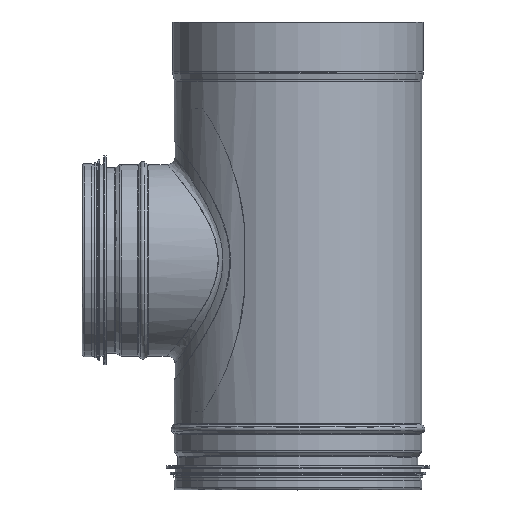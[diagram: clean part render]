
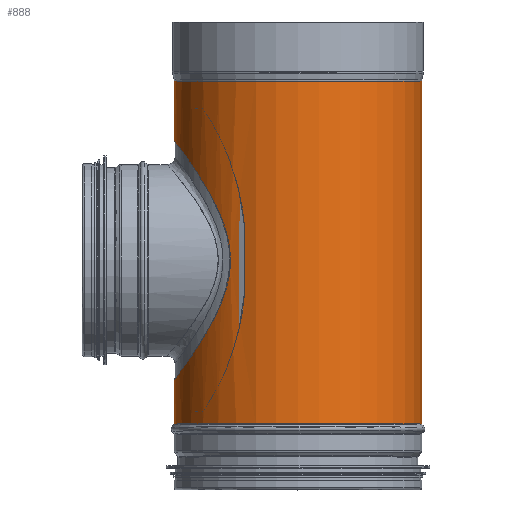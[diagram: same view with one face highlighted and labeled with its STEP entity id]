
A CAD part, top view. The second image highlights one B-rep face of the part: STEP entity #888.
In plain terms, the highlighted cylindrical face has radius 79.5 mm (diameter 159 mm), a full revolution.
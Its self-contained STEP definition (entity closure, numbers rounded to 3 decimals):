
#192=CARTESIAN_POINT('',(-43.78,147.0,66.359));
#193=VERTEX_POINT('',#192);
#194=CARTESIAN_POINT('',(-43.78,147.0,66.359));
#195=CARTESIAN_POINT('',(-43.78,142.225,66.359));
#196=CARTESIAN_POINT('',(-44.34,137.388,65.999));
#197=CARTESIAN_POINT('',(-46.441,127.885,64.538));
#198=CARTESIAN_POINT('',(-47.975,123.217,63.436));
#199=CARTESIAN_POINT('',(-51.599,114.274,60.524));
#200=CARTESIAN_POINT('',(-53.687,109.991,58.712));
#201=CARTESIAN_POINT('',(-57.993,101.982,54.463));
#202=CARTESIAN_POINT('',(-60.209,98.256,52.025));
#203=CARTESIAN_POINT('',(-64.468,91.447,46.649));
#204=CARTESIAN_POINT('',(-66.678,88.113,43.489));
#205=CARTESIAN_POINT('',(-70.815,82.079,36.366));
#206=CARTESIAN_POINT('',(-72.74,79.378,32.403));
#207=CARTESIAN_POINT('',(-75.969,74.922,23.871));
#208=CARTESIAN_POINT('',(-77.275,73.163,19.29));
#209=CARTESIAN_POINT('',(-79.041,70.797,9.8));
#210=CARTESIAN_POINT('',(-79.5,70.19,4.89));
#211=CARTESIAN_POINT('',(-79.5,70.19,-4.89));
#212=CARTESIAN_POINT('',(-79.041,70.797,-9.8));
#213=CARTESIAN_POINT('',(-77.275,73.163,-19.29));
#214=CARTESIAN_POINT('',(-75.969,74.922,-23.871));
#215=CARTESIAN_POINT('',(-72.74,79.378,-32.403));
#216=CARTESIAN_POINT('',(-70.815,82.079,-36.366));
#217=CARTESIAN_POINT('',(-66.678,88.113,-43.489));
#218=CARTESIAN_POINT('',(-64.468,91.447,-46.649));
#219=CARTESIAN_POINT('',(-60.209,98.256,-52.025));
#220=CARTESIAN_POINT('',(-57.993,101.982,-54.463));
#221=CARTESIAN_POINT('',(-53.687,109.991,-58.712));
#222=CARTESIAN_POINT('',(-51.599,114.274,-60.524));
#223=CARTESIAN_POINT('',(-47.975,123.217,-63.436));
#224=CARTESIAN_POINT('',(-46.441,127.885,-64.538));
#225=CARTESIAN_POINT('',(-44.34,137.388,-65.999));
#226=CARTESIAN_POINT('',(-43.78,142.225,-66.359));
#227=CARTESIAN_POINT('',(-43.78,151.775,-66.359));
#228=CARTESIAN_POINT('',(-44.34,156.612,-65.999));
#229=CARTESIAN_POINT('',(-46.441,166.115,-64.538));
#230=CARTESIAN_POINT('',(-47.975,170.783,-63.436));
#231=CARTESIAN_POINT('',(-51.599,179.726,-60.524));
#232=CARTESIAN_POINT('',(-53.687,184.009,-58.712));
#233=CARTESIAN_POINT('',(-57.993,192.018,-54.463));
#234=CARTESIAN_POINT('',(-60.209,195.744,-52.025));
#235=CARTESIAN_POINT('',(-64.468,202.553,-46.649));
#236=CARTESIAN_POINT('',(-66.678,205.887,-43.489));
#237=CARTESIAN_POINT('',(-70.815,211.921,-36.366));
#238=CARTESIAN_POINT('',(-72.74,214.622,-32.403));
#239=CARTESIAN_POINT('',(-75.969,219.078,-23.871));
#240=CARTESIAN_POINT('',(-77.275,220.837,-19.29));
#241=CARTESIAN_POINT('',(-79.041,223.203,-9.8));
#242=CARTESIAN_POINT('',(-79.5,223.81,-4.89));
#243=CARTESIAN_POINT('',(-79.5,223.81,4.89));
#244=CARTESIAN_POINT('',(-79.041,223.203,9.8));
#245=CARTESIAN_POINT('',(-77.275,220.837,19.29));
#246=CARTESIAN_POINT('',(-75.969,219.078,23.871));
#247=CARTESIAN_POINT('',(-72.74,214.622,32.403));
#248=CARTESIAN_POINT('',(-70.815,211.921,36.366));
#249=CARTESIAN_POINT('',(-66.678,205.887,43.489));
#250=CARTESIAN_POINT('',(-64.468,202.553,46.649));
#251=CARTESIAN_POINT('',(-60.209,195.744,52.025));
#252=CARTESIAN_POINT('',(-57.993,192.018,54.463));
#253=CARTESIAN_POINT('',(-53.687,184.009,58.712));
#254=CARTESIAN_POINT('',(-51.599,179.726,60.524));
#255=CARTESIAN_POINT('',(-47.975,170.783,63.436));
#256=CARTESIAN_POINT('',(-46.441,166.115,64.538));
#257=CARTESIAN_POINT('',(-44.34,156.612,65.999));
#258=CARTESIAN_POINT('',(-43.78,151.775,66.359));
#259=CARTESIAN_POINT('',(-43.78,147.0,66.359));
#260=B_SPLINE_CURVE_WITH_KNOTS('',3,(#194,#195,#196,#197,#198,#199,#200,#201,#202,#203,#204,#205,#206,#207,#208,#209,#210,#211,#212,#213,#214,#215,#216,#217,#218,#219,#220,#221,#222,#223,#224,#225,#226,#227,#228,#229,#230,#231,#232,#233,#234,#235,#236,#237,#238,#239,#240,#241,#242,#243,#244,#245,#246,#247,#248,#249,#250,#251,#252,#253,#254,#255,#256,#257,#258,#259),.UNSPECIFIED.,.T.,.U.,(4,2,2,2,2,2,2,2,2,2,2,2,2,2,2,2,2,2,2,2,2,2,2,2,2,2,2,2,2,2,2,2,4),(0.0,1.432,2.865,4.297,5.729,7.196,8.663,10.131,11.598,13.065,14.532,15.999,17.466,18.898,20.33,21.763,23.195,24.627,26.06,27.492,28.925,30.392,31.859,33.326,34.793,36.26,37.727,39.194,40.661,42.093,43.526,44.958,46.39),.UNSPECIFIED.);
#261=EDGE_CURVE('',#193,#193,#260,.T.);
#851=CARTESIAN_POINT('',(79.5,42.0,0.0));
#852=VERTEX_POINT('',#851);
#853=CARTESIAN_POINT('',(0.0,42.0,0.0));
#854=DIRECTION('',(0.0,-1.0,0.0));
#855=DIRECTION('',(1.0,0.0,0.0));
#856=AXIS2_PLACEMENT_3D('',#853,#854,#855);
#857=CIRCLE('',#856,79.5);
#858=EDGE_CURVE('',#852,#852,#857,.T.);
#866=CARTESIAN_POINT('',(0.0,152.0,0.0));
#867=DIRECTION('',(0.0,-1.0,0.0));
#868=DIRECTION('',(1.0,0.0,0.0));
#869=AXIS2_PLACEMENT_3D('',#866,#867,#868);
#870=CYLINDRICAL_SURFACE('',#869,79.5);
#871=CARTESIAN_POINT('',(79.5,262.0,0.0));
#872=VERTEX_POINT('',#871);
#873=CARTESIAN_POINT('',(0.0,262.0,0.0));
#874=DIRECTION('',(0.0,-1.0,0.0));
#875=DIRECTION('',(1.0,0.0,0.0));
#876=AXIS2_PLACEMENT_3D('',#873,#874,#875);
#877=CIRCLE('',#876,79.5);
#878=EDGE_CURVE('',#872,#872,#877,.T.);
#879=ORIENTED_EDGE('',*,*,#878,.T.);
#880=EDGE_LOOP('',(#879));
#881=FACE_OUTER_BOUND('',#880,.T.);
#882=ORIENTED_EDGE('',*,*,#261,.T.);
#883=EDGE_LOOP('',(#882));
#884=FACE_BOUND('',#883,.T.);
#885=ORIENTED_EDGE('',*,*,#858,.F.);
#886=EDGE_LOOP('',(#885));
#887=FACE_BOUND('',#886,.T.);
#888=ADVANCED_FACE('',(#881,#884,#887),#870,.T.);
